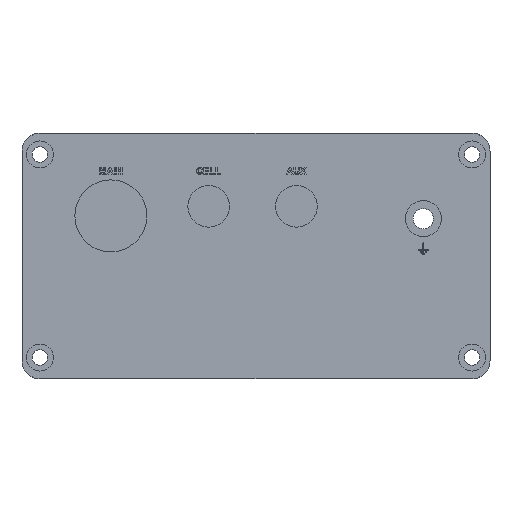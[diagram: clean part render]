
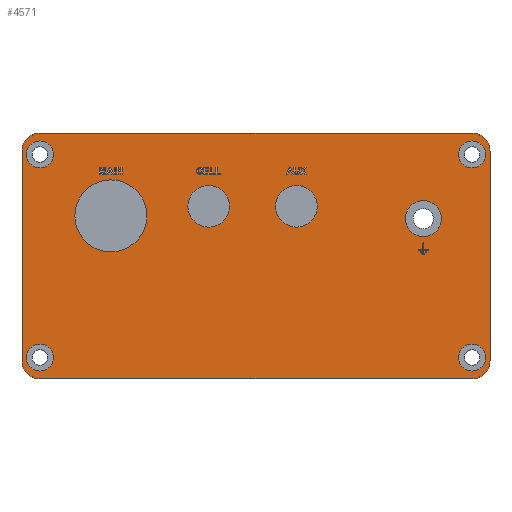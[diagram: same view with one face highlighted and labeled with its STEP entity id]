
A CAD part, top view. The second image highlights one B-rep face of the part: STEP entity #4571.
In plain terms, the highlighted planar face has unit normal (0, 0, 1).
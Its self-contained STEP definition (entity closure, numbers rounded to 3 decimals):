
#4571 = ADVANCED_FACE('',(#4572,#4706,#4717,#4728,#4739,#4750,#4761,
    #4772,#4783),#4794,.T.);
#4572 = FACE_BOUND('',#4573,.F.);
#4573 = EDGE_LOOP('',(#4574,#4585,#4593,#4601,#4609,#4618,#4626,#4634,
    #4642,#4651,#4659,#4667,#4675,#4684,#4692,#4700));
#4574 = ORIENTED_EDGE('',*,*,#4575,.T.);
#4575 = EDGE_CURVE('',#4576,#4578,#4580,.T.);
#4576 = VERTEX_POINT('',#4577);
#4577 = CARTESIAN_POINT('',(90.012,-83.794,1.56));
#4578 = VERTEX_POINT('',#4579);
#4579 = CARTESIAN_POINT('',(93.804,-80.002,1.56));
#4580 = CIRCLE('',#4581,3.992);
#4581 = AXIS2_PLACEMENT_3D('',#4582,#4583,#4584);
#4582 = CARTESIAN_POINT('',(94.,-83.99,1.56));
#4583 = DIRECTION('',(0.,0.,-1.));
#4584 = DIRECTION('',(-0.999,0.049,0.));
#4585 = ORIENTED_EDGE('',*,*,#4586,.T.);
#4586 = EDGE_CURVE('',#4578,#4587,#4589,.T.);
#4587 = VERTEX_POINT('',#4588);
#4588 = CARTESIAN_POINT('',(94.,-80.,1.56));
#4589 = LINE('',#4590,#4591);
#4590 = CARTESIAN_POINT('',(93.804,-80.002,1.56));
#4591 = VECTOR('',#4592,1.);
#4592 = DIRECTION('',(1.,0.012,0.));
#4593 = ORIENTED_EDGE('',*,*,#4594,.T.);
#4594 = EDGE_CURVE('',#4587,#4595,#4597,.T.);
#4595 = VERTEX_POINT('',#4596);
#4596 = CARTESIAN_POINT('',(190.02,-80.,1.56));
#4597 = LINE('',#4598,#4599);
#4598 = CARTESIAN_POINT('',(94.,-80.,1.56));
#4599 = VECTOR('',#4600,1.);
#4600 = DIRECTION('',(1.,0.,0.));
#4601 = ORIENTED_EDGE('',*,*,#4602,.T.);
#4602 = EDGE_CURVE('',#4595,#4603,#4605,.T.);
#4603 = VERTEX_POINT('',#4604);
#4604 = CARTESIAN_POINT('',(190.216,-80.002,1.56));
#4605 = LINE('',#4606,#4607);
#4606 = CARTESIAN_POINT('',(190.02,-80.,1.56));
#4607 = VECTOR('',#4608,1.);
#4608 = DIRECTION('',(1.,-0.012,0.));
#4609 = ORIENTED_EDGE('',*,*,#4610,.T.);
#4610 = EDGE_CURVE('',#4603,#4611,#4613,.T.);
#4611 = VERTEX_POINT('',#4612);
#4612 = CARTESIAN_POINT('',(194.008,-83.794,1.56));
#4613 = CIRCLE('',#4614,3.992);
#4614 = AXIS2_PLACEMENT_3D('',#4615,#4616,#4617);
#4615 = CARTESIAN_POINT('',(190.02,-83.99,1.56));
#4616 = DIRECTION('',(0.,0.,-1.));
#4617 = DIRECTION('',(0.049,0.999,0.));
#4618 = ORIENTED_EDGE('',*,*,#4619,.T.);
#4619 = EDGE_CURVE('',#4611,#4620,#4622,.T.);
#4620 = VERTEX_POINT('',#4621);
#4621 = CARTESIAN_POINT('',(194.01,-83.99,1.56));
#4622 = LINE('',#4623,#4624);
#4623 = CARTESIAN_POINT('',(194.008,-83.794,1.56));
#4624 = VECTOR('',#4625,1.);
#4625 = DIRECTION('',(0.012,-1.,0.));
#4626 = ORIENTED_EDGE('',*,*,#4627,.T.);
#4627 = EDGE_CURVE('',#4620,#4628,#4630,.T.);
#4628 = VERTEX_POINT('',#4629);
#4629 = CARTESIAN_POINT('',(194.01,-130.62,1.56));
#4630 = LINE('',#4631,#4632);
#4631 = CARTESIAN_POINT('',(194.01,-83.99,1.56));
#4632 = VECTOR('',#4633,1.);
#4633 = DIRECTION('',(0.,-1.,0.));
#4634 = ORIENTED_EDGE('',*,*,#4635,.T.);
#4635 = EDGE_CURVE('',#4628,#4636,#4638,.T.);
#4636 = VERTEX_POINT('',#4637);
#4637 = CARTESIAN_POINT('',(194.008,-130.816,1.56));
#4638 = LINE('',#4639,#4640);
#4639 = CARTESIAN_POINT('',(194.01,-130.62,1.56));
#4640 = VECTOR('',#4641,1.);
#4641 = DIRECTION('',(-0.012,-1.,0.));
#4642 = ORIENTED_EDGE('',*,*,#4643,.T.);
#4643 = EDGE_CURVE('',#4636,#4644,#4646,.T.);
#4644 = VERTEX_POINT('',#4645);
#4645 = CARTESIAN_POINT('',(190.216,-134.608,1.56));
#4646 = CIRCLE('',#4647,3.992);
#4647 = AXIS2_PLACEMENT_3D('',#4648,#4649,#4650);
#4648 = CARTESIAN_POINT('',(190.02,-130.62,1.56));
#4649 = DIRECTION('',(0.,0.,-1.));
#4650 = DIRECTION('',(0.999,-0.049,0.));
#4651 = ORIENTED_EDGE('',*,*,#4652,.T.);
#4652 = EDGE_CURVE('',#4644,#4653,#4655,.T.);
#4653 = VERTEX_POINT('',#4654);
#4654 = CARTESIAN_POINT('',(190.02,-134.61,1.56));
#4655 = LINE('',#4656,#4657);
#4656 = CARTESIAN_POINT('',(190.216,-134.608,1.56));
#4657 = VECTOR('',#4658,1.);
#4658 = DIRECTION('',(-1.,-0.012,0.));
#4659 = ORIENTED_EDGE('',*,*,#4660,.T.);
#4660 = EDGE_CURVE('',#4653,#4661,#4663,.T.);
#4661 = VERTEX_POINT('',#4662);
#4662 = CARTESIAN_POINT('',(94.,-134.61,1.56));
#4663 = LINE('',#4664,#4665);
#4664 = CARTESIAN_POINT('',(190.02,-134.61,1.56));
#4665 = VECTOR('',#4666,1.);
#4666 = DIRECTION('',(-1.,0.,0.));
#4667 = ORIENTED_EDGE('',*,*,#4668,.T.);
#4668 = EDGE_CURVE('',#4661,#4669,#4671,.T.);
#4669 = VERTEX_POINT('',#4670);
#4670 = CARTESIAN_POINT('',(93.804,-134.608,1.56));
#4671 = LINE('',#4672,#4673);
#4672 = CARTESIAN_POINT('',(94.,-134.61,1.56));
#4673 = VECTOR('',#4674,1.);
#4674 = DIRECTION('',(-1.,0.012,0.));
#4675 = ORIENTED_EDGE('',*,*,#4676,.T.);
#4676 = EDGE_CURVE('',#4669,#4677,#4679,.T.);
#4677 = VERTEX_POINT('',#4678);
#4678 = CARTESIAN_POINT('',(90.012,-130.816,1.56));
#4679 = CIRCLE('',#4680,3.992);
#4680 = AXIS2_PLACEMENT_3D('',#4681,#4682,#4683);
#4681 = CARTESIAN_POINT('',(94.,-130.62,1.56));
#4682 = DIRECTION('',(0.,0.,-1.));
#4683 = DIRECTION('',(-0.049,-0.999,-0.));
#4684 = ORIENTED_EDGE('',*,*,#4685,.T.);
#4685 = EDGE_CURVE('',#4677,#4686,#4688,.T.);
#4686 = VERTEX_POINT('',#4687);
#4687 = CARTESIAN_POINT('',(90.01,-130.62,1.56));
#4688 = LINE('',#4689,#4690);
#4689 = CARTESIAN_POINT('',(90.012,-130.816,1.56));
#4690 = VECTOR('',#4691,1.);
#4691 = DIRECTION('',(-0.012,1.,0.));
#4692 = ORIENTED_EDGE('',*,*,#4693,.T.);
#4693 = EDGE_CURVE('',#4686,#4694,#4696,.T.);
#4694 = VERTEX_POINT('',#4695);
#4695 = CARTESIAN_POINT('',(90.01,-83.99,1.56));
#4696 = LINE('',#4697,#4698);
#4697 = CARTESIAN_POINT('',(90.01,-130.62,1.56));
#4698 = VECTOR('',#4699,1.);
#4699 = DIRECTION('',(0.,1.,0.));
#4700 = ORIENTED_EDGE('',*,*,#4701,.T.);
#4701 = EDGE_CURVE('',#4694,#4576,#4702,.T.);
#4702 = LINE('',#4703,#4704);
#4703 = CARTESIAN_POINT('',(90.01,-83.99,1.56));
#4704 = VECTOR('',#4705,1.);
#4705 = DIRECTION('',(0.012,1.,0.));
#4706 = FACE_BOUND('',#4707,.F.);
#4707 = EDGE_LOOP('',(#4708));
#4708 = ORIENTED_EDGE('',*,*,#4709,.T.);
#4709 = EDGE_CURVE('',#4710,#4710,#4712,.T.);
#4710 = VERTEX_POINT('',#4711);
#4711 = CARTESIAN_POINT('',(97.,-129.875,1.56));
#4712 = CIRCLE('',#4713,3.);
#4713 = AXIS2_PLACEMENT_3D('',#4714,#4715,#4716);
#4714 = CARTESIAN_POINT('',(94.,-129.875,1.56));
#4715 = DIRECTION('',(0.,0.,1.));
#4716 = DIRECTION('',(1.,0.,-0.));
#4717 = FACE_BOUND('',#4718,.F.);
#4718 = EDGE_LOOP('',(#4719));
#4719 = ORIENTED_EDGE('',*,*,#4720,.T.);
#4720 = EDGE_CURVE('',#4721,#4721,#4723,.T.);
#4721 = VERTEX_POINT('',#4722);
#4722 = CARTESIAN_POINT('',(193.02,-129.875,1.56));
#4723 = CIRCLE('',#4724,3.);
#4724 = AXIS2_PLACEMENT_3D('',#4725,#4726,#4727);
#4725 = CARTESIAN_POINT('',(190.02,-129.875,1.56));
#4726 = DIRECTION('',(0.,0.,1.));
#4727 = DIRECTION('',(1.,0.,-0.));
#4728 = FACE_BOUND('',#4729,.F.);
#4729 = EDGE_LOOP('',(#4730));
#4730 = ORIENTED_EDGE('',*,*,#4731,.T.);
#4731 = EDGE_CURVE('',#4732,#4732,#4734,.T.);
#4732 = VERTEX_POINT('',#4733);
#4733 = CARTESIAN_POINT('',(117.75,-98.39,1.56));
#4734 = CIRCLE('',#4735,8.);
#4735 = AXIS2_PLACEMENT_3D('',#4736,#4737,#4738);
#4736 = CARTESIAN_POINT('',(109.75,-98.39,1.56));
#4737 = DIRECTION('',(0.,0.,1.));
#4738 = DIRECTION('',(1.,0.,-0.));
#4739 = FACE_BOUND('',#4740,.F.);
#4740 = EDGE_LOOP('',(#4741));
#4741 = ORIENTED_EDGE('',*,*,#4742,.T.);
#4742 = EDGE_CURVE('',#4743,#4743,#4745,.T.);
#4743 = VERTEX_POINT('',#4744);
#4744 = CARTESIAN_POINT('',(183.2,-98.995,1.56));
#4745 = CIRCLE('',#4746,4.);
#4746 = AXIS2_PLACEMENT_3D('',#4747,#4748,#4749);
#4747 = CARTESIAN_POINT('',(179.2,-98.995,1.56));
#4748 = DIRECTION('',(0.,0.,1.));
#4749 = DIRECTION('',(1.,0.,-0.));
#4750 = FACE_BOUND('',#4751,.F.);
#4751 = EDGE_LOOP('',(#4752));
#4752 = ORIENTED_EDGE('',*,*,#4753,.T.);
#4753 = EDGE_CURVE('',#4754,#4754,#4756,.T.);
#4754 = VERTEX_POINT('',#4755);
#4755 = CARTESIAN_POINT('',(136.125,-96.27,1.56));
#4756 = CIRCLE('',#4757,4.625);
#4757 = AXIS2_PLACEMENT_3D('',#4758,#4759,#4760);
#4758 = CARTESIAN_POINT('',(131.5,-96.27,1.56));
#4759 = DIRECTION('',(0.,0.,1.));
#4760 = DIRECTION('',(1.,0.,-0.));
#4761 = FACE_BOUND('',#4762,.F.);
#4762 = EDGE_LOOP('',(#4763));
#4763 = ORIENTED_EDGE('',*,*,#4764,.T.);
#4764 = EDGE_CURVE('',#4765,#4765,#4767,.T.);
#4765 = VERTEX_POINT('',#4766);
#4766 = CARTESIAN_POINT('',(155.625,-96.27,1.56));
#4767 = CIRCLE('',#4768,4.625);
#4768 = AXIS2_PLACEMENT_3D('',#4769,#4770,#4771);
#4769 = CARTESIAN_POINT('',(151.,-96.27,1.56));
#4770 = DIRECTION('',(0.,0.,1.));
#4771 = DIRECTION('',(1.,0.,-0.));
#4772 = FACE_BOUND('',#4773,.F.);
#4773 = EDGE_LOOP('',(#4774));
#4774 = ORIENTED_EDGE('',*,*,#4775,.T.);
#4775 = EDGE_CURVE('',#4776,#4776,#4778,.T.);
#4776 = VERTEX_POINT('',#4777);
#4777 = CARTESIAN_POINT('',(97.,-84.735,1.56));
#4778 = CIRCLE('',#4779,3.);
#4779 = AXIS2_PLACEMENT_3D('',#4780,#4781,#4782);
#4780 = CARTESIAN_POINT('',(94.,-84.735,1.56));
#4781 = DIRECTION('',(0.,0.,1.));
#4782 = DIRECTION('',(1.,0.,-0.));
#4783 = FACE_BOUND('',#4784,.F.);
#4784 = EDGE_LOOP('',(#4785));
#4785 = ORIENTED_EDGE('',*,*,#4786,.T.);
#4786 = EDGE_CURVE('',#4787,#4787,#4789,.T.);
#4787 = VERTEX_POINT('',#4788);
#4788 = CARTESIAN_POINT('',(193.02,-84.735,1.56));
#4789 = CIRCLE('',#4790,3.);
#4790 = AXIS2_PLACEMENT_3D('',#4791,#4792,#4793);
#4791 = CARTESIAN_POINT('',(190.02,-84.735,1.56));
#4792 = DIRECTION('',(0.,0.,1.));
#4793 = DIRECTION('',(1.,0.,-0.));
#4794 = PLANE('',#4795);
#4795 = AXIS2_PLACEMENT_3D('',#4796,#4797,#4798);
#4796 = CARTESIAN_POINT('',(0.,0.,1.56));
#4797 = DIRECTION('',(0.,0.,1.));
#4798 = DIRECTION('',(1.,0.,-0.));
